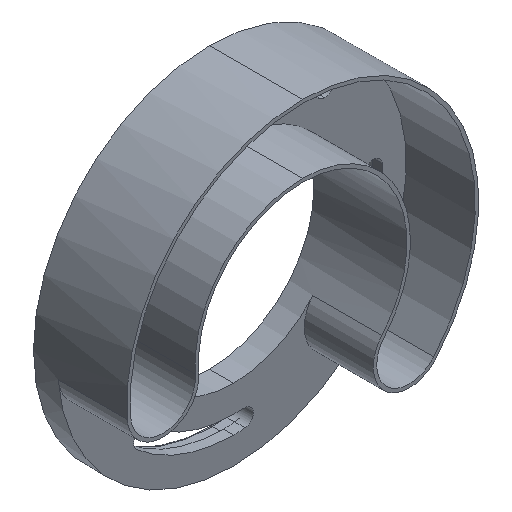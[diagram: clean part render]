
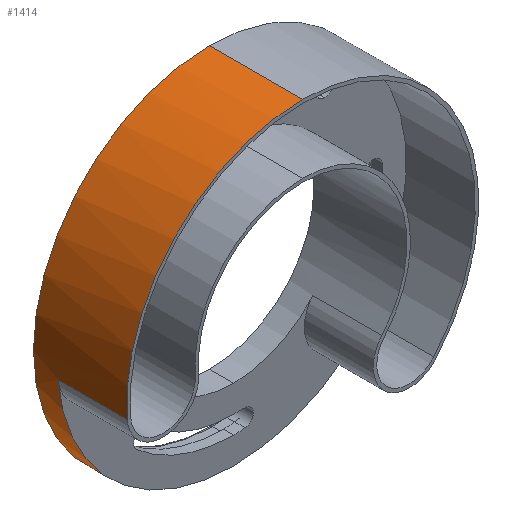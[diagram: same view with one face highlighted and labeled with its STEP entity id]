
A CAD part, isometric view. The second image highlights one B-rep face of the part: STEP entity #1414.
In plain terms, the highlighted cylindrical face has radius 25.5 mm (diameter 51 mm), a partial arc.
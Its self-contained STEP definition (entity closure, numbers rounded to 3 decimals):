
#17 = AXIS2_PLACEMENT_3D ( 'NONE', #2064, #2260, #497 ) ;
#43 = LINE ( 'NONE', #426, #806 ) ;
#91 = CIRCLE ( 'NONE', #17, 25.5 ) ;
#109 = CIRCLE ( 'NONE', #1353, 25.5 ) ;
#111 = LINE ( 'NONE', #1895, #2048 ) ;
#122 = ORIENTED_EDGE ( 'NONE', *, *, #1978, .T. ) ;
#144 = CYLINDRICAL_SURFACE ( 'NONE', #1049, 25.5 ) ;
#357 = EDGE_CURVE ( 'NONE', #855, #1477, #109, .T. ) ;
#363 = VERTEX_POINT ( 'NONE', #1468 ) ;
#403 = CARTESIAN_POINT ( 'NONE',  ( -25.424, -10., -1.964 ) ) ;
#426 = CARTESIAN_POINT ( 'NONE',  ( 0., 3.5, -25.5 ) ) ;
#465 = DIRECTION ( 'NONE',  ( 0., -1., 0. ) ) ;
#496 = CARTESIAN_POINT ( 'NONE',  ( -25.424, -10., -1.964 ) ) ;
#497 = DIRECTION ( 'NONE',  ( 0., 0., 1. ) ) ;
#502 = VERTEX_POINT ( 'NONE', #1138 ) ;
#545 = ORIENTED_EDGE ( 'NONE', *, *, #2075, .T. ) ;
#547 = DIRECTION ( 'NONE',  ( 0., -1., 0. ) ) ;
#609 = DIRECTION ( 'NONE',  ( 0., 1., 0. ) ) ;
#660 = ORIENTED_EDGE ( 'NONE', *, *, #1680, .F. ) ;
#725 = CARTESIAN_POINT ( 'NONE',  ( 0., 0., -25.5 ) ) ;
#806 = VECTOR ( 'NONE', #1676, 1000. ) ;
#855 = VERTEX_POINT ( 'NONE', #1228 ) ;
#962 = LINE ( 'NONE', #403, #2143 ) ;
#1023 = DIRECTION ( 'NONE',  ( 0., -1., 0. ) ) ;
#1037 = DIRECTION ( 'NONE',  ( 0., 0., -1. ) ) ;
#1049 = AXIS2_PLACEMENT_3D ( 'NONE', #1394, #1023, #1037 ) ;
#1058 = CARTESIAN_POINT ( 'NONE',  ( 0., 3.5, -25.5 ) ) ;
#1065 = VERTEX_POINT ( 'NONE', #1058 ) ;
#1091 = CARTESIAN_POINT ( 'NONE',  ( 0., -10., 0. ) ) ;
#1122 = VERTEX_POINT ( 'NONE', #725 ) ;
#1138 = CARTESIAN_POINT ( 'NONE',  ( 0., 3.5, 25.5 ) ) ;
#1228 = CARTESIAN_POINT ( 'NONE',  ( 0., -10., 25.5 ) ) ;
#1254 = DIRECTION ( 'NONE',  ( 0., 1., 0. ) ) ;
#1353 = AXIS2_PLACEMENT_3D ( 'NONE', #1091, #547, #1647 ) ;
#1394 = CARTESIAN_POINT ( 'NONE',  ( 0., 3.5, 0. ) ) ;
#1414 = ADVANCED_FACE ( 'NONE', ( #1602 ), #144, .T. ) ;
#1428 = CARTESIAN_POINT ( 'NONE',  ( 0., 0., 0. ) ) ;
#1468 = CARTESIAN_POINT ( 'NONE',  ( -25.424, 0., -1.964 ) ) ;
#1477 = VERTEX_POINT ( 'NONE', #496 ) ;
#1602 = FACE_OUTER_BOUND ( 'NONE', #2106, .T. ) ;
#1647 = DIRECTION ( 'NONE',  ( 0., 0., -1. ) ) ;
#1676 = DIRECTION ( 'NONE',  ( 0., -1., 0. ) ) ;
#1680 = EDGE_CURVE ( 'NONE', #1477, #363, #962, .T. ) ;
#1683 = CIRCLE ( 'NONE', #1760, 25.5 ) ;
#1700 = ORIENTED_EDGE ( 'NONE', *, *, #2250, .F. ) ;
#1760 = AXIS2_PLACEMENT_3D ( 'NONE', #1428, #1254, #1968 ) ;
#1825 = EDGE_CURVE ( 'NONE', #502, #855, #111, .T. ) ;
#1895 = CARTESIAN_POINT ( 'NONE',  ( 0., 3.5, 25.5 ) ) ;
#1968 = DIRECTION ( 'NONE',  ( 0., 0., 1. ) ) ;
#1972 = ORIENTED_EDGE ( 'NONE', *, *, #1825, .F. ) ;
#1978 = EDGE_CURVE ( 'NONE', #1122, #363, #1683, .T. ) ;
#2048 = VECTOR ( 'NONE', #465, 1000. ) ;
#2064 = CARTESIAN_POINT ( 'NONE',  ( 0., 3.5, 0. ) ) ;
#2075 = EDGE_CURVE ( 'NONE', #1065, #1122, #43, .T. ) ;
#2106 = EDGE_LOOP ( 'NONE', ( #1972, #1700, #545, #122, #660, #2295 ) ) ;
#2143 = VECTOR ( 'NONE', #609, 1000. ) ;
#2250 = EDGE_CURVE ( 'NONE', #1065, #502, #91, .T. ) ;
#2260 = DIRECTION ( 'NONE',  ( 0., 1., 0. ) ) ;
#2295 = ORIENTED_EDGE ( 'NONE', *, *, #357, .F. ) ;
